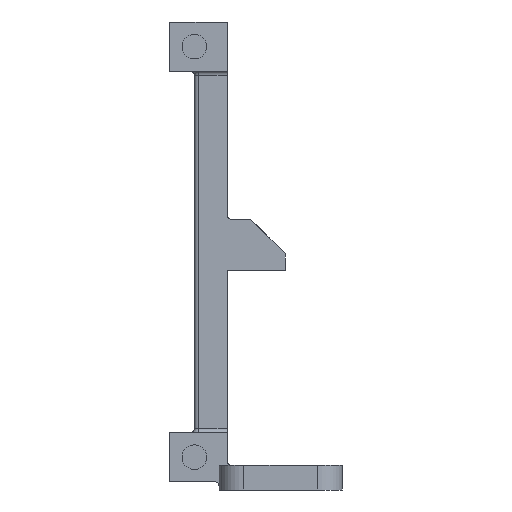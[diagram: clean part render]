
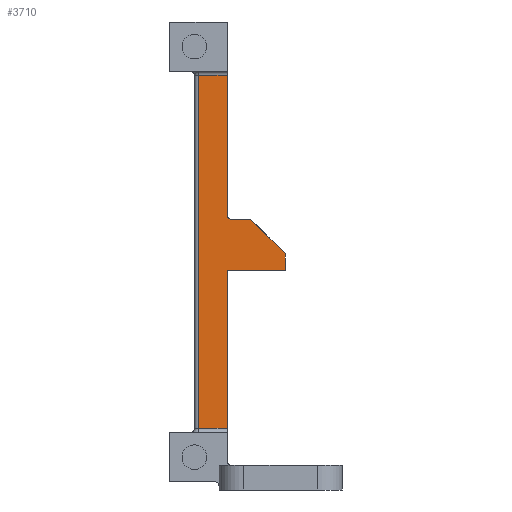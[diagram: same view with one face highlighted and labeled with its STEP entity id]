
A CAD part, front view. The second image highlights one B-rep face of the part: STEP entity #3710.
In plain terms, the highlighted planar face has unit normal (0, -1, 0).
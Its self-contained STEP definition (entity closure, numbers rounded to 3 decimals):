
#18 = VECTOR ( 'NONE', #3624, 1000. ) ;
#69 = ORIENTED_EDGE ( 'NONE', *, *, #2246, .T. ) ;
#136 = DIRECTION ( 'NONE',  ( -1., 0., 0. ) ) ;
#165 = EDGE_CURVE ( 'NONE', #250, #2082, #3038, .T. ) ;
#205 = DIRECTION ( 'NONE',  ( 0., 0., -1. ) ) ;
#237 = DIRECTION ( 'NONE',  ( 0., 0., -1. ) ) ;
#250 = VERTEX_POINT ( 'NONE', #2017 ) ;
#278 = VERTEX_POINT ( 'NONE', #2641 ) ;
#291 = LINE ( 'NONE', #2458, #2644 ) ;
#353 = EDGE_CURVE ( 'NONE', #2546, #504, #1334, .T. ) ;
#375 = DIRECTION ( 'NONE',  ( 0., 1., 0. ) ) ;
#410 = CARTESIAN_POINT ( 'NONE',  ( 3., -34., 50.5 ) ) ;
#466 = CARTESIAN_POINT ( 'NONE',  ( 14.073, -34., 26.756 ) ) ;
#477 = VECTOR ( 'NONE', #136, 1000. ) ;
#497 = VERTEX_POINT ( 'NONE', #3031 ) ;
#504 = VERTEX_POINT ( 'NONE', #985 ) ;
#563 = DIRECTION ( 'NONE',  ( -1., 0., 0. ) ) ;
#578 = VERTEX_POINT ( 'NONE', #1340 ) ;
#686 = CARTESIAN_POINT ( 'NONE',  ( 7., -34., 50.5 ) ) ;
#740 = VECTOR ( 'NONE', #1186, 1000. ) ;
#812 = ORIENTED_EDGE ( 'NONE', *, *, #3432, .T. ) ;
#842 = VERTEX_POINT ( 'NONE', #2918 ) ;
#844 = CIRCLE ( 'NONE', #2456, 0.5 ) ;
#857 = DIRECTION ( 'NONE',  ( 1., 0., 0. ) ) ;
#976 = EDGE_CURVE ( 'NONE', #497, #3035, #1485, .T. ) ;
#985 = CARTESIAN_POINT ( 'NONE',  ( 7., -34., 33.498 ) ) ;
#1034 = VERTEX_POINT ( 'NONE', #1273 ) ;
#1119 = LINE ( 'NONE', #3352, #2919 ) ;
#1159 = EDGE_CURVE ( 'NONE', #278, #504, #844, .T. ) ;
#1186 = DIRECTION ( 'NONE',  ( 0., 0., -1. ) ) ;
#1233 = PLANE ( 'NONE',  #2847 ) ;
#1273 = CARTESIAN_POINT ( 'NONE',  ( 7., -34., 7.5 ) ) ;
#1324 = CARTESIAN_POINT ( 'NONE',  ( 7.5, -34., 33.498 ) ) ;
#1334 = LINE ( 'NONE', #1499, #740 ) ;
#1340 = CARTESIAN_POINT ( 'NONE',  ( 9.83, -34., 32.998 ) ) ;
#1367 = DIRECTION ( 'NONE',  ( 0., 1., 0. ) ) ;
#1369 = EDGE_CURVE ( 'NONE', #2082, #1034, #2550, .T. ) ;
#1405 = CARTESIAN_POINT ( 'NONE',  ( 7., -34., 26.756 ) ) ;
#1485 = LINE ( 'NONE', #3612, #18 ) ;
#1494 = EDGE_LOOP ( 'NONE', ( #2600, #1772, #812, #2806, #3682, #2828, #1590, #3677, #69, #2433 ) ) ;
#1499 = CARTESIAN_POINT ( 'NONE',  ( 7., -34., 50.5 ) ) ;
#1521 = VECTOR ( 'NONE', #2503, 1000. ) ;
#1584 = DIRECTION ( 'NONE',  ( -1., 0., 0. ) ) ;
#1590 = ORIENTED_EDGE ( 'NONE', *, *, #1159, .T. ) ;
#1651 = CARTESIAN_POINT ( 'NONE',  ( 14.073, -34., 28.756 ) ) ;
#1658 = VECTOR ( 'NONE', #237, 1000. ) ;
#1667 = DIRECTION ( 'NONE',  ( -1., 0., 0. ) ) ;
#1772 = ORIENTED_EDGE ( 'NONE', *, *, #3753, .F. ) ;
#1839 = CARTESIAN_POINT ( 'NONE',  ( 3., -34., 51. ) ) ;
#1842 = VECTOR ( 'NONE', #205, 1000. ) ;
#1850 = LINE ( 'NONE', #1405, #1658 ) ;
#1890 = FACE_OUTER_BOUND ( 'NONE', #1494, .T. ) ;
#1980 = CARTESIAN_POINT ( 'NONE',  ( 3.5, -34., 51. ) ) ;
#2017 = CARTESIAN_POINT ( 'NONE',  ( 3.5, -34., 50.5 ) ) ;
#2082 = VERTEX_POINT ( 'NONE', #3630 ) ;
#2246 = EDGE_CURVE ( 'NONE', #2546, #250, #3135, .T. ) ;
#2276 = VECTOR ( 'NONE', #857, 1000. ) ;
#2433 = ORIENTED_EDGE ( 'NONE', *, *, #165, .T. ) ;
#2456 = AXIS2_PLACEMENT_3D ( 'NONE', #1324, #1367, #1667 ) ;
#2458 = CARTESIAN_POINT ( 'NONE',  ( 6., -34., 32.998 ) ) ;
#2503 = DIRECTION ( 'NONE',  ( 1., 0., 0. ) ) ;
#2546 = VERTEX_POINT ( 'NONE', #686 ) ;
#2550 = LINE ( 'NONE', #2629, #2276 ) ;
#2600 = ORIENTED_EDGE ( 'NONE', *, *, #1369, .T. ) ;
#2629 = CARTESIAN_POINT ( 'NONE',  ( 3., -34., 7.5 ) ) ;
#2641 = CARTESIAN_POINT ( 'NONE',  ( 7.5, -34., 32.998 ) ) ;
#2644 = VECTOR ( 'NONE', #1584, 1000. ) ;
#2806 = ORIENTED_EDGE ( 'NONE', *, *, #976, .T. ) ;
#2828 = ORIENTED_EDGE ( 'NONE', *, *, #3010, .T. ) ;
#2847 = AXIS2_PLACEMENT_3D ( 'NONE', #1839, #375, #563 ) ;
#2913 = LINE ( 'NONE', #466, #1521 ) ;
#2918 = CARTESIAN_POINT ( 'NONE',  ( 7., -34., 26.756 ) ) ;
#2919 = VECTOR ( 'NONE', #3074, 1000. ) ;
#3002 = EDGE_CURVE ( 'NONE', #3035, #578, #1119, .T. ) ;
#3010 = EDGE_CURVE ( 'NONE', #578, #278, #291, .T. ) ;
#3031 = CARTESIAN_POINT ( 'NONE',  ( 14.073, -34., 26.756 ) ) ;
#3035 = VERTEX_POINT ( 'NONE', #1651 ) ;
#3038 = LINE ( 'NONE', #1980, #1842 ) ;
#3074 = DIRECTION ( 'NONE',  ( -0.707, 0., 0.707 ) ) ;
#3135 = LINE ( 'NONE', #410, #477 ) ;
#3352 = CARTESIAN_POINT ( 'NONE',  ( 9.83, -34., 32.998 ) ) ;
#3432 = EDGE_CURVE ( 'NONE', #842, #497, #2913, .T. ) ;
#3612 = CARTESIAN_POINT ( 'NONE',  ( 14.073, -34., 28.756 ) ) ;
#3624 = DIRECTION ( 'NONE',  ( 0., 0., 1. ) ) ;
#3630 = CARTESIAN_POINT ( 'NONE',  ( 3.5, -34., 7.5 ) ) ;
#3677 = ORIENTED_EDGE ( 'NONE', *, *, #353, .F. ) ;
#3682 = ORIENTED_EDGE ( 'NONE', *, *, #3002, .T. ) ;
#3710 = ADVANCED_FACE ( 'NONE', ( #1890 ), #1233, .F. ) ;
#3753 = EDGE_CURVE ( 'NONE', #842, #1034, #1850, .T. ) ;
